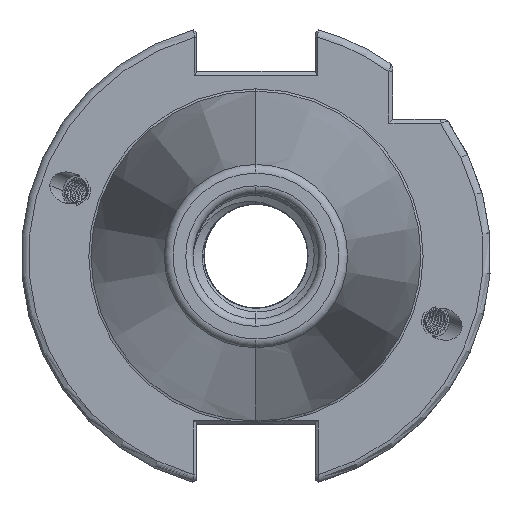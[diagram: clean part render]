
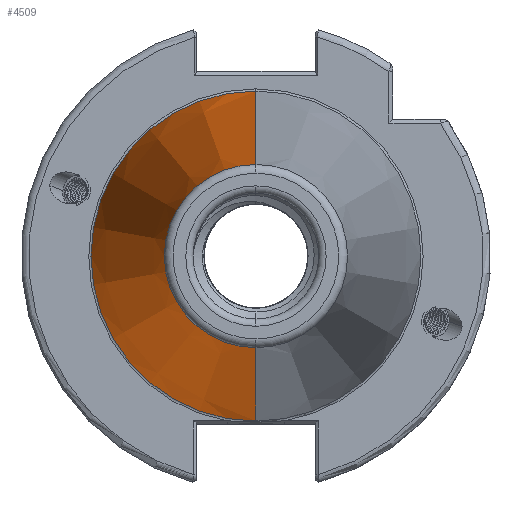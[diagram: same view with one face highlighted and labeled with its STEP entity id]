
A CAD part, left-side view. The second image highlights one B-rep face of the part: STEP entity #4509.
In plain terms, the highlighted conical face has half-angle 8.297 degrees and reference radius 22.692 mm.
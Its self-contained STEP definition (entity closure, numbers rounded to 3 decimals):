
#961 = EDGE_CURVE ( 'NONE', #15376, #15056, #7845, .T. ) ;
#1052 = EDGE_CURVE ( 'NONE', #15056, #7480, #20751, .T. ) ;
#1055 = EDGE_CURVE ( 'NONE', #15376, #7489, #20725, .T. ) ;
#1080 = EDGE_CURVE ( 'NONE', #7489, #7480, #20755, .T. ) ;
#4509 = ADVANCED_FACE ( 'NONE', ( #21003 ), #20977, .T. ) ;
#5655 = EDGE_LOOP ( 'NONE', ( #17077, #17103, #17062, #17085 ) ) ;
#7480 = VERTEX_POINT ( 'NONE', #11579 ) ;
#7489 = VERTEX_POINT ( 'NONE', #11582 ) ;
#7845 = CIRCLE ( 'NONE', #18265, 12.4 ) ;
#11579 = CARTESIAN_POINT ( 'NONE',  ( -2.5, 0., 22.327 ) ) ;
#11582 = CARTESIAN_POINT ( 'NONE',  ( -2.5, 0., -22.327 ) ) ;
#11719 = CARTESIAN_POINT ( 'NONE',  ( -70.573, 0., 12.4 ) ) ;
#12554 = CARTESIAN_POINT ( 'NONE',  ( -70.573, 0., -12.4 ) ) ;
#15056 = VERTEX_POINT ( 'NONE', #11719 ) ;
#15376 = VERTEX_POINT ( 'NONE', #12554 ) ;
#16578 = CARTESIAN_POINT ( 'NONE',  ( 0., 0., 0. ) ) ;
#16579 = DIRECTION ( 'NONE',  ( 1., 0., 0. ) ) ;
#16580 = DIRECTION ( 'NONE',  ( 0., 0., -1. ) ) ;
#17062 = ORIENTED_EDGE ( 'NONE', *, *, #1080, .F. ) ;
#17077 = ORIENTED_EDGE ( 'NONE', *, *, #961, .T. ) ;
#17085 = ORIENTED_EDGE ( 'NONE', *, *, #1055, .F. ) ;
#17103 = ORIENTED_EDGE ( 'NONE', *, *, #1052, .T. ) ;
#18265 = AXIS2_PLACEMENT_3D ( 'NONE', #19101, #19138, #19093 ) ;
#18297 = AXIS2_PLACEMENT_3D ( 'NONE', #18606, #18616, #18608 ) ;
#18390 = AXIS2_PLACEMENT_3D ( 'NONE', #16578, #16579, #16580 ) ;
#18606 = CARTESIAN_POINT ( 'NONE',  ( -2.5, 0., 0. ) ) ;
#18608 = DIRECTION ( 'NONE',  ( 0., 0., -1. ) ) ;
#18616 = DIRECTION ( 'NONE',  ( 1., 0., 0. ) ) ;
#19093 = DIRECTION ( 'NONE',  ( 0., 0., 1. ) ) ;
#19101 = CARTESIAN_POINT ( 'NONE',  ( -70.573, 0., 0. ) ) ;
#19138 = DIRECTION ( 'NONE',  ( 1., 0., 0. ) ) ;
#19952 = CARTESIAN_POINT ( 'NONE',  ( 0., 0., 22.692 ) ) ;
#20003 = DIRECTION ( 'NONE',  ( 0.99, 0., -0.144 ) ) ;
#20019 = CARTESIAN_POINT ( 'NONE',  ( 0., 0., -22.692 ) ) ;
#20021 = DIRECTION ( 'NONE',  ( 0.99, 0., 0.144 ) ) ;
#20712 = VECTOR ( 'NONE', #20021, 1000. ) ;
#20715 = VECTOR ( 'NONE', #20003, 1000. ) ;
#20725 = LINE ( 'NONE', #20019, #20715 ) ;
#20751 = LINE ( 'NONE', #19952, #20712 ) ;
#20755 = CIRCLE ( 'NONE', #18297, 22.327 ) ;
#20977 = CONICAL_SURFACE ( 'NONE', #18390, 22.692, 0.145 ) ;
#21003 = FACE_OUTER_BOUND ( 'NONE', #5655, .T. ) ;
